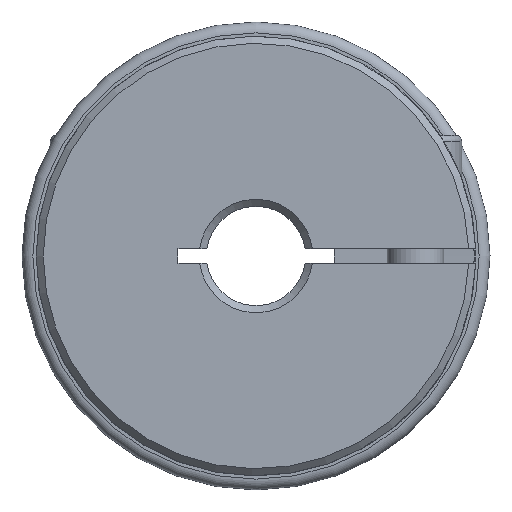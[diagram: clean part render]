
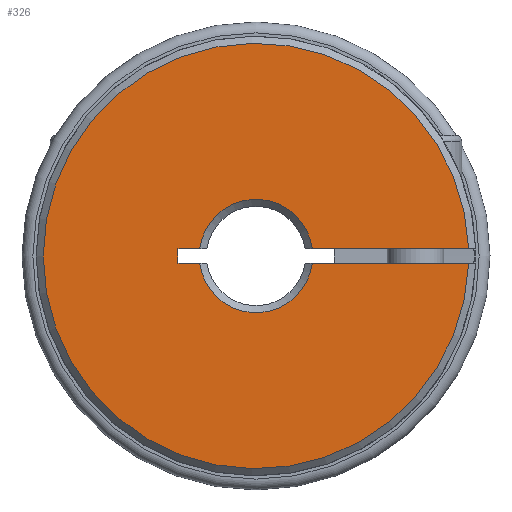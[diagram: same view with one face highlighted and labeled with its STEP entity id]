
A CAD part, left-side view. The second image highlights one B-rep face of the part: STEP entity #326.
In plain terms, the highlighted planar face has unit normal (-1, 0, 0).
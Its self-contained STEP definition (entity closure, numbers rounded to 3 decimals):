
#326 = ADVANCED_FACE( '', ( #716 ), #717, .T. );
#716 = FACE_OUTER_BOUND( '', #1131, .T. );
#717 = PLANE( '', #1132 );
#1131 = EDGE_LOOP( '', ( #1943, #1944, #1945, #1946, #1947, #1948, #1949, #1950 ) );
#1132 = AXIS2_PLACEMENT_3D( '', #1951, #1952, #1953 );
#1943 = ORIENTED_EDGE( '', *, *, #2432, .F. );
#1944 = ORIENTED_EDGE( '', *, *, #2229, .T. );
#1945 = ORIENTED_EDGE( '', *, *, #2268, .T. );
#1946 = ORIENTED_EDGE( '', *, *, #2367, .T. );
#1947 = ORIENTED_EDGE( '', *, *, #2251, .T. );
#1948 = ORIENTED_EDGE( '', *, *, #2264, .T. );
#1949 = ORIENTED_EDGE( '', *, *, #2433, .F. );
#1950 = ORIENTED_EDGE( '', *, *, #2222, .F. );
#1951 = CARTESIAN_POINT( '', ( -19.8, 0., 5.5 ) );
#1952 = DIRECTION( '', ( -1., 0., 0. ) );
#1953 = DIRECTION( '', ( 0., 0., 1. ) );
#2222 = EDGE_CURVE( '', #2631, #2632, #2633, .T. );
#2229 = EDGE_CURVE( '', #2640, #2642, #2644, .T. );
#2251 = EDGE_CURVE( '', #2683, #2681, #2684, .T. );
#2264 = EDGE_CURVE( '', #2681, #2702, #2704, .T. );
#2268 = EDGE_CURVE( '', #2642, #2709, #2710, .T. );
#2367 = EDGE_CURVE( '', #2709, #2683, #2853, .T. );
#2432 = EDGE_CURVE( '', #2640, #2631, #2929, .T. );
#2433 = EDGE_CURVE( '', #2632, #2702, #2930, .T. );
#2631 = VERTEX_POINT( '', #3238 );
#2632 = VERTEX_POINT( '', #3239 );
#2633 = LINE( '', #3240, #3241 );
#2640 = VERTEX_POINT( '', #3251 );
#2642 = VERTEX_POINT( '', #3253 );
#2644 = CIRCLE( '', #3255, 8. );
#2681 = VERTEX_POINT( '', #3452 );
#2683 = VERTEX_POINT( '', #3454 );
#2684 = LINE( '', #3455, #3456 );
#2702 = VERTEX_POINT( '', #3483 );
#2704 = CIRCLE( '', #3485, 8. );
#2709 = VERTEX_POINT( '', #3490 );
#2710 = LINE( '', #3491, #3492 );
#2853 = CIRCLE( '', #3924, 30. );
#2929 = LINE( '', #4012, #4013 );
#2930 = LINE( '', #4014, #4015 );
#3238 = CARTESIAN_POINT( '', ( -19.8, 11., 1. ) );
#3239 = CARTESIAN_POINT( '', ( -19.8, 11., -1. ) );
#3240 = CARTESIAN_POINT( '', ( -19.8, 11., 5.5 ) );
#3241 = VECTOR( '', #4196, 1000. );
#3251 = CARTESIAN_POINT( '', ( -19.8, 7.937, 1. ) );
#3253 = CARTESIAN_POINT( '', ( -19.8, -7.937, 1. ) );
#3255 = AXIS2_PLACEMENT_3D( '', #4206, #4207, #4208 );
#3452 = CARTESIAN_POINT( '', ( -19.8, -7.937, -1. ) );
#3454 = CARTESIAN_POINT( '', ( -19.8, -29.983, -1. ) );
#3455 = CARTESIAN_POINT( '', ( -19.8, 0., -1. ) );
#3456 = VECTOR( '', #4238, 1000. );
#3483 = CARTESIAN_POINT( '', ( -19.8, 7.937, -1. ) );
#3485 = AXIS2_PLACEMENT_3D( '', #4258, #4259, #4260 );
#3490 = CARTESIAN_POINT( '', ( -19.8, -29.983, 1. ) );
#3491 = CARTESIAN_POINT( '', ( -19.8, 0., 1. ) );
#3492 = VECTOR( '', #4264, 1000. );
#3924 = AXIS2_PLACEMENT_3D( '', #4390, #4391, #4392 );
#4012 = CARTESIAN_POINT( '', ( -19.8, 0., 1. ) );
#4013 = VECTOR( '', #4465, 1000. );
#4014 = CARTESIAN_POINT( '', ( -19.8, 0., -1. ) );
#4015 = VECTOR( '', #4466, 1000. );
#4196 = DIRECTION( '', ( 0., 0., -1. ) );
#4206 = CARTESIAN_POINT( '', ( -19.8, 0., 0. ) );
#4207 = DIRECTION( '', ( 1., 0., 0. ) );
#4208 = DIRECTION( '', ( 0., -1., 0. ) );
#4238 = DIRECTION( '', ( 0., 1., 0. ) );
#4258 = CARTESIAN_POINT( '', ( -19.8, 0., 0. ) );
#4259 = DIRECTION( '', ( 1., 0., 0. ) );
#4260 = DIRECTION( '', ( 0., -1., 0. ) );
#4264 = DIRECTION( '', ( 0., -1., 0. ) );
#4390 = CARTESIAN_POINT( '', ( -19.8, 0., 0. ) );
#4391 = DIRECTION( '', ( -1., 0., 0. ) );
#4392 = DIRECTION( '', ( 0., 0., -1. ) );
#4465 = DIRECTION( '', ( 0., 1., 0. ) );
#4466 = DIRECTION( '', ( 0., -1., 0. ) );
